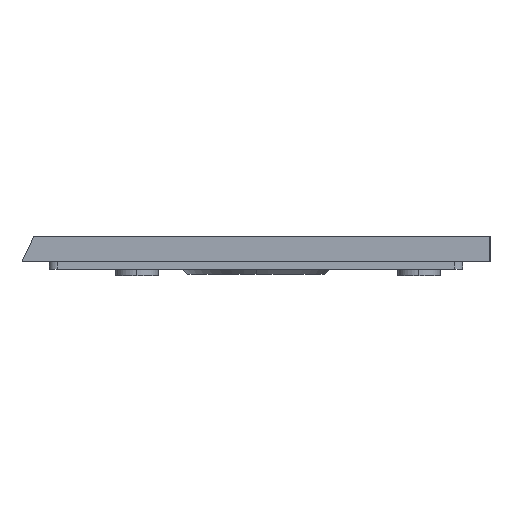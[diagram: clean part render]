
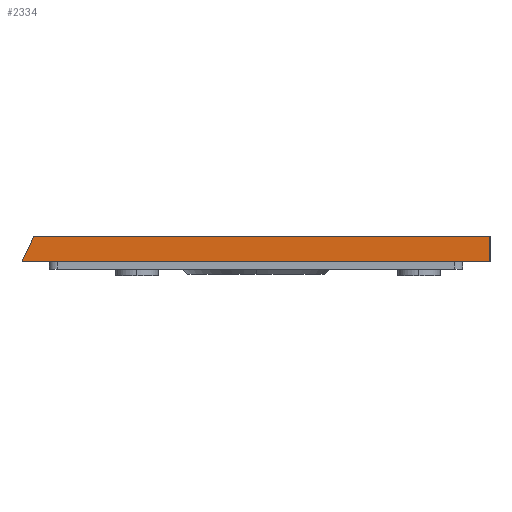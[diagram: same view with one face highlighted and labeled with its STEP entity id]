
A CAD part, left-side view. The second image highlights one B-rep face of the part: STEP entity #2334.
In plain terms, the highlighted planar face has unit normal (-1, 0, 0).
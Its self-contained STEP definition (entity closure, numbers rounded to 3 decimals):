
#24 = VERTEX_POINT ( 'NONE', #118 ) ;
#51 = DIRECTION ( 'NONE',  ( 0., 0., -1. ) ) ;
#118 = CARTESIAN_POINT ( 'NONE',  ( -98.933, -19.703, 0. ) ) ;
#238 = EDGE_CURVE ( 'NONE', #1361, #24, #954, .T. ) ;
#267 = EDGE_CURVE ( 'NONE', #2198, #1361, #1709, .T. ) ;
#317 = ORIENTED_EDGE ( 'NONE', *, *, #238, .F. ) ;
#446 = VECTOR ( 'NONE', #1444, 1000. ) ;
#496 = EDGE_CURVE ( 'NONE', #2301, #24, #2586, .T. ) ;
#527 = ORIENTED_EDGE ( 'NONE', *, *, #1156, .T. ) ;
#629 = PLANE ( 'NONE',  #2173 ) ;
#693 = LINE ( 'NONE', #1447, #1894 ) ;
#704 = EDGE_LOOP ( 'NONE', ( #1659, #527, #1180, #317 ) ) ;
#771 = CARTESIAN_POINT ( 'NONE',  ( -98.933, 35.297, 0. ) ) ;
#902 = CARTESIAN_POINT ( 'NONE',  ( -98.933, 35.297, 3. ) ) ;
#916 = VECTOR ( 'NONE', #1910, 1000. ) ;
#954 = LINE ( 'NONE', #2639, #446 ) ;
#1107 = CARTESIAN_POINT ( 'NONE',  ( -98.933, 33.898, 3. ) ) ;
#1156 = EDGE_CURVE ( 'NONE', #2198, #2301, #693, .T. ) ;
#1180 = ORIENTED_EDGE ( 'NONE', *, *, #496, .T. ) ;
#1265 = VECTOR ( 'NONE', #1323, 1000. ) ;
#1323 = DIRECTION ( 'NONE',  ( 0., -1., 0. ) ) ;
#1361 = VERTEX_POINT ( 'NONE', #1527 ) ;
#1444 = DIRECTION ( 'NONE',  ( 0., 0., -1. ) ) ;
#1447 = CARTESIAN_POINT ( 'NONE',  ( -98.933, 33.898, 3. ) ) ;
#1527 = CARTESIAN_POINT ( 'NONE',  ( -98.933, -19.703, 3. ) ) ;
#1659 = ORIENTED_EDGE ( 'NONE', *, *, #267, .F. ) ;
#1709 = LINE ( 'NONE', #902, #916 ) ;
#1894 = VECTOR ( 'NONE', #2481, 1000. ) ;
#1905 = DIRECTION ( 'NONE',  ( 1., 0., 0. ) ) ;
#1910 = DIRECTION ( 'NONE',  ( 0., -1., 0. ) ) ;
#1977 = CARTESIAN_POINT ( 'NONE',  ( -98.933, 35.297, 0. ) ) ;
#2173 = AXIS2_PLACEMENT_3D ( 'NONE', #2252, #1905, #51 ) ;
#2198 = VERTEX_POINT ( 'NONE', #1107 ) ;
#2252 = CARTESIAN_POINT ( 'NONE',  ( -98.933, 35.297, 3. ) ) ;
#2301 = VERTEX_POINT ( 'NONE', #1977 ) ;
#2334 = ADVANCED_FACE ( 'NONE', ( #2444 ), #629, .F. ) ;
#2444 = FACE_OUTER_BOUND ( 'NONE', #704, .T. ) ;
#2481 = DIRECTION ( 'NONE',  ( 0., 0.423, -0.906 ) ) ;
#2586 = LINE ( 'NONE', #771, #1265 ) ;
#2639 = CARTESIAN_POINT ( 'NONE',  ( -98.933, -19.703, 3. ) ) ;
